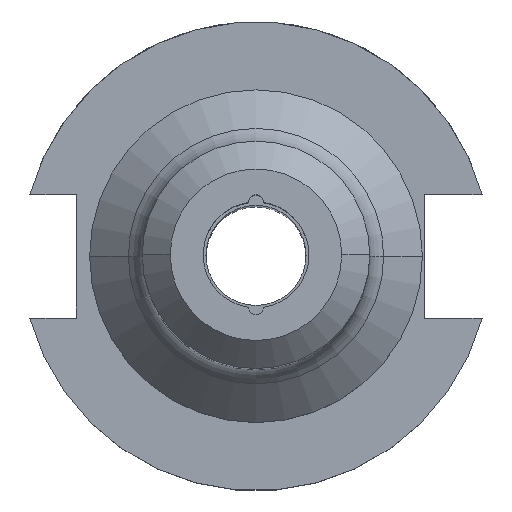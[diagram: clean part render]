
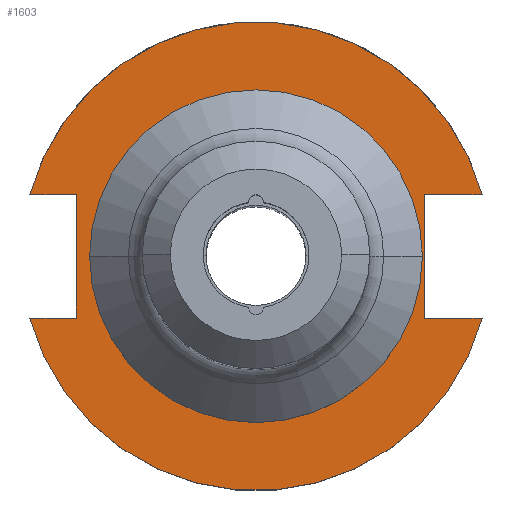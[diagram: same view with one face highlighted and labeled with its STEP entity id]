
A CAD part, top view. The second image highlights one B-rep face of the part: STEP entity #1603.
In plain terms, the highlighted planar face has unit normal (0, 0, 1).
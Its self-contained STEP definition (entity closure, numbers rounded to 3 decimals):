
#39 = VERTEX_POINT ( 'NONE', #806 ) ;
#76 = CARTESIAN_POINT ( 'NONE',  ( 0., 0., 19.05 ) ) ;
#97 = CIRCLE ( 'NONE', #383, 49.213 ) ;
#118 = CARTESIAN_POINT ( 'NONE',  ( -47.477, -12.954, 19.05 ) ) ;
#122 = CARTESIAN_POINT ( 'NONE',  ( 35.306, 0., 19.05 ) ) ;
#123 = AXIS2_PLACEMENT_3D ( 'NONE', #1788, #1773, #1916 ) ;
#131 = EDGE_LOOP ( 'NONE', ( #2049, #1423, #570, #1410, #1321, #1143, #388, #1213 ) ) ;
#156 = DIRECTION ( 'NONE',  ( 0., 1., 0. ) ) ;
#181 = DIRECTION ( 'NONE',  ( 1., 0., 0. ) ) ;
#193 = EDGE_CURVE ( 'NONE', #39, #1585, #203, .T. ) ;
#195 = CARTESIAN_POINT ( 'NONE',  ( 0., -12.954, 19.05 ) ) ;
#201 = DIRECTION ( 'NONE',  ( -1., 0., 0. ) ) ;
#203 = LINE ( 'NONE', #1279, #1427 ) ;
#238 = DIRECTION ( 'NONE',  ( 0., 0., -1. ) ) ;
#259 = CIRCLE ( 'NONE', #1467, 34.925 ) ;
#329 = CARTESIAN_POINT ( 'NONE',  ( 0., 12.954, 19.05 ) ) ;
#332 = EDGE_CURVE ( 'NONE', #1411, #39, #539, .T. ) ;
#361 = DIRECTION ( 'NONE',  ( 0., -1., 0. ) ) ;
#366 = CARTESIAN_POINT ( 'NONE',  ( -47.477, 12.954, 19.05 ) ) ;
#379 = VECTOR ( 'NONE', #1325, 1000. ) ;
#383 = AXIS2_PLACEMENT_3D ( 'NONE', #1274, #1282, #1310 ) ;
#388 = ORIENTED_EDGE ( 'NONE', *, *, #449, .T. ) ;
#449 = EDGE_CURVE ( 'NONE', #1147, #1411, #97, .T. ) ;
#464 = CIRCLE ( 'NONE', #123, 49.213 ) ;
#537 = CARTESIAN_POINT ( 'NONE',  ( 0., 34.925, 19.05 ) ) ;
#539 = LINE ( 'NONE', #329, #1220 ) ;
#570 = ORIENTED_EDGE ( 'NONE', *, *, #1591, .T. ) ;
#602 = EDGE_CURVE ( 'NONE', #1622, #1147, #881, .T. ) ;
#805 = CARTESIAN_POINT ( 'NONE',  ( 35.306, 12.954, 19.05 ) ) ;
#806 = CARTESIAN_POINT ( 'NONE',  ( -37.719, 12.954, 19.05 ) ) ;
#841 = EDGE_LOOP ( 'NONE', ( #1605, #999 ) ) ;
#864 = VERTEX_POINT ( 'NONE', #1954 ) ;
#871 = EDGE_CURVE ( 'NONE', #1572, #1622, #1879, .T. ) ;
#872 = FACE_OUTER_BOUND ( 'NONE', #131, .T. ) ;
#881 = LINE ( 'NONE', #1611, #379 ) ;
#931 = VERTEX_POINT ( 'NONE', #950 ) ;
#935 = EDGE_CURVE ( 'NONE', #1585, #1643, #1308, .T. ) ;
#950 = CARTESIAN_POINT ( 'NONE',  ( 0., -34.925, 19.05 ) ) ;
#999 = ORIENTED_EDGE ( 'NONE', *, *, #1160, .T. ) ;
#1016 = VECTOR ( 'NONE', #201, 1000. ) ;
#1056 = LINE ( 'NONE', #195, #1016 ) ;
#1094 = EDGE_CURVE ( 'NONE', #864, #1572, #1056, .T. ) ;
#1143 = ORIENTED_EDGE ( 'NONE', *, *, #602, .T. ) ;
#1147 = VERTEX_POINT ( 'NONE', #1454 ) ;
#1160 = EDGE_CURVE ( 'NONE', #1945, #931, #1851, .T. ) ;
#1213 = ORIENTED_EDGE ( 'NONE', *, *, #332, .T. ) ;
#1220 = VECTOR ( 'NONE', #181, 1000. ) ;
#1271 = DIRECTION ( 'NONE',  ( 0., -1., 0. ) ) ;
#1274 = CARTESIAN_POINT ( 'NONE',  ( 0., 0., 19.05 ) ) ;
#1279 = CARTESIAN_POINT ( 'NONE',  ( -37.719, 0., 19.05 ) ) ;
#1282 = DIRECTION ( 'NONE',  ( 0., 0., 1. ) ) ;
#1308 = LINE ( 'NONE', #1666, #1356 ) ;
#1310 = DIRECTION ( 'NONE',  ( 1., 0., 0. ) ) ;
#1321 = ORIENTED_EDGE ( 'NONE', *, *, #871, .T. ) ;
#1325 = DIRECTION ( 'NONE',  ( 1., 0., 0. ) ) ;
#1356 = VECTOR ( 'NONE', #1967, 1000. ) ;
#1378 = CARTESIAN_POINT ( 'NONE',  ( 35.306, -12.954, 19.05 ) ) ;
#1410 = ORIENTED_EDGE ( 'NONE', *, *, #1094, .T. ) ;
#1411 = VERTEX_POINT ( 'NONE', #366 ) ;
#1423 = ORIENTED_EDGE ( 'NONE', *, *, #935, .T. ) ;
#1427 = VECTOR ( 'NONE', #1271, 1000. ) ;
#1454 = CARTESIAN_POINT ( 'NONE',  ( 47.477, 12.954, 19.05 ) ) ;
#1467 = AXIS2_PLACEMENT_3D ( 'NONE', #1948, #2071, #2077 ) ;
#1474 = EDGE_CURVE ( 'NONE', #931, #1945, #259, .T. ) ;
#1544 = AXIS2_PLACEMENT_3D ( 'NONE', #1988, #2131, #2086 ) ;
#1572 = VERTEX_POINT ( 'NONE', #1378 ) ;
#1585 = VERTEX_POINT ( 'NONE', #1752 ) ;
#1591 = EDGE_CURVE ( 'NONE', #1643, #864, #464, .T. ) ;
#1603 = ADVANCED_FACE ( 'NONE', ( #1729, #872 ), #2116, .T. ) ;
#1605 = ORIENTED_EDGE ( 'NONE', *, *, #1474, .T. ) ;
#1611 = CARTESIAN_POINT ( 'NONE',  ( 0., 12.954, 19.05 ) ) ;
#1622 = VERTEX_POINT ( 'NONE', #805 ) ;
#1643 = VERTEX_POINT ( 'NONE', #118 ) ;
#1666 = CARTESIAN_POINT ( 'NONE',  ( 0., -12.954, 19.05 ) ) ;
#1729 = FACE_BOUND ( 'NONE', #841, .T. ) ;
#1752 = CARTESIAN_POINT ( 'NONE',  ( -37.719, -12.954, 19.05 ) ) ;
#1773 = DIRECTION ( 'NONE',  ( 0., 0., 1. ) ) ;
#1783 = AXIS2_PLACEMENT_3D ( 'NONE', #76, #238, #361 ) ;
#1788 = CARTESIAN_POINT ( 'NONE',  ( 0., 0., 19.05 ) ) ;
#1851 = CIRCLE ( 'NONE', #1783, 34.925 ) ;
#1879 = LINE ( 'NONE', #122, #1923 ) ;
#1916 = DIRECTION ( 'NONE',  ( 1., 0., 0. ) ) ;
#1923 = VECTOR ( 'NONE', #156, 1000. ) ;
#1945 = VERTEX_POINT ( 'NONE', #537 ) ;
#1948 = CARTESIAN_POINT ( 'NONE',  ( 0., 0., 19.05 ) ) ;
#1954 = CARTESIAN_POINT ( 'NONE',  ( 47.477, -12.954, 19.05 ) ) ;
#1967 = DIRECTION ( 'NONE',  ( -1., 0., 0. ) ) ;
#1988 = CARTESIAN_POINT ( 'NONE',  ( -48.047, -49.803, 19.05 ) ) ;
#2049 = ORIENTED_EDGE ( 'NONE', *, *, #193, .T. ) ;
#2071 = DIRECTION ( 'NONE',  ( 0., 0., -1. ) ) ;
#2077 = DIRECTION ( 'NONE',  ( 0., -1., 0. ) ) ;
#2086 = DIRECTION ( 'NONE',  ( 1., 0., 0. ) ) ;
#2116 = PLANE ( 'NONE',  #1544 ) ;
#2131 = DIRECTION ( 'NONE',  ( 0., 0., 1. ) ) ;
